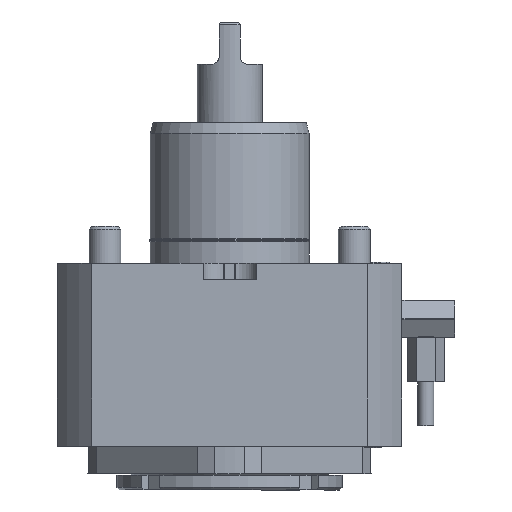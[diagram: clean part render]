
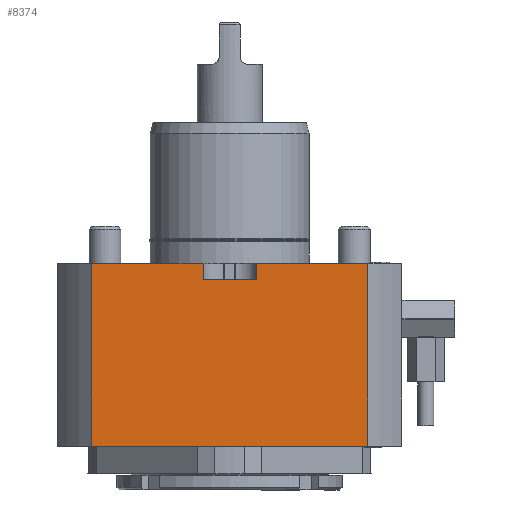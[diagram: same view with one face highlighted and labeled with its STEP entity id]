
A CAD part, front view. The second image highlights one B-rep face of the part: STEP entity #8374.
In plain terms, the highlighted planar face has unit normal (0, -1, 0).
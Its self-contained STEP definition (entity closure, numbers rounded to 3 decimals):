
#66 = LINE ( 'NONE', #16999, #827 ) ;
#541 = VERTEX_POINT ( 'NONE', #14348 ) ;
#827 = VECTOR ( 'NONE', #15186, 1000. ) ;
#1940 = VERTEX_POINT ( 'NONE', #13770 ) ;
#1995 = ORIENTED_EDGE ( 'NONE', *, *, #17136, .T. ) ;
#2232 = CARTESIAN_POINT ( 'NONE',  ( 10., -54., -6.1 ) ) ;
#2239 = CARTESIAN_POINT ( 'NONE',  ( -52.048, -54., -69. ) ) ;
#2668 = DIRECTION ( 'NONE',  ( 0., 0., 1. ) ) ;
#2724 = CARTESIAN_POINT ( 'NONE',  ( 65., -54., 0. ) ) ;
#3027 = EDGE_CURVE ( 'NONE', #7185, #4134, #16810, .T. ) ;
#3071 = VECTOR ( 'NONE', #9231, 1000. ) ;
#4134 = VERTEX_POINT ( 'NONE', #16456 ) ;
#4563 = VERTEX_POINT ( 'NONE', #2232 ) ;
#4657 = VECTOR ( 'NONE', #2668, 1000. ) ;
#4746 = DIRECTION ( 'NONE',  ( 0., 0., -1. ) ) ;
#4752 = VECTOR ( 'NONE', #20709, 1000. ) ;
#4807 = CARTESIAN_POINT ( 'NONE',  ( 65., -54., 0. ) ) ;
#4837 = VECTOR ( 'NONE', #12954, 1000. ) ;
#4865 = VERTEX_POINT ( 'NONE', #14909 ) ;
#5682 = LINE ( 'NONE', #12525, #4752 ) ;
#5970 = ORIENTED_EDGE ( 'NONE', *, *, #21714, .T. ) ;
#6037 = PLANE ( 'NONE',  #17701 ) ;
#6232 = LINE ( 'NONE', #7801, #4837 ) ;
#6538 = LINE ( 'NONE', #20094, #11598 ) ;
#6751 = EDGE_CURVE ( 'NONE', #18798, #541, #18166, .T. ) ;
#7185 = VERTEX_POINT ( 'NONE', #12450 ) ;
#7379 = DIRECTION ( 'NONE',  ( -1., 0., 0. ) ) ;
#7801 = CARTESIAN_POINT ( 'NONE',  ( -52.048, -54., 0. ) ) ;
#8374 = ADVANCED_FACE ( 'NONE', ( #9287 ), #6037, .T. ) ;
#8914 = ORIENTED_EDGE ( 'NONE', *, *, #14451, .F. ) ;
#8967 = EDGE_CURVE ( 'NONE', #4865, #7185, #17620, .T. ) ;
#9231 = DIRECTION ( 'NONE',  ( -1., 0., 0. ) ) ;
#9287 = FACE_OUTER_BOUND ( 'NONE', #17303, .T. ) ;
#10685 = DIRECTION ( 'NONE',  ( 0., 0., 1. ) ) ;
#10827 = EDGE_CURVE ( 'NONE', #1940, #4563, #6538, .T. ) ;
#11060 = ORIENTED_EDGE ( 'NONE', *, *, #20515, .T. ) ;
#11598 = VECTOR ( 'NONE', #4746, 1000. ) ;
#11762 = DIRECTION ( 'NONE',  ( -1., 0., 0. ) ) ;
#12163 = ORIENTED_EDGE ( 'NONE', *, *, #6751, .T. ) ;
#12450 = CARTESIAN_POINT ( 'NONE',  ( -10., -54., 0. ) ) ;
#12525 = CARTESIAN_POINT ( 'NONE',  ( 65., -54., -69. ) ) ;
#12954 = DIRECTION ( 'NONE',  ( 0., 0., -1. ) ) ;
#13770 = CARTESIAN_POINT ( 'NONE',  ( 10., -54., 0. ) ) ;
#13917 = ORIENTED_EDGE ( 'NONE', *, *, #3027, .T. ) ;
#14348 = CARTESIAN_POINT ( 'NONE',  ( 52.048, -54., 0. ) ) ;
#14392 = VECTOR ( 'NONE', #10685, 1000. ) ;
#14451 = EDGE_CURVE ( 'NONE', #18798, #22125, #5682, .T. ) ;
#14692 = LINE ( 'NONE', #2724, #3071 ) ;
#14796 = ORIENTED_EDGE ( 'NONE', *, *, #10827, .T. ) ;
#14909 = CARTESIAN_POINT ( 'NONE',  ( -10., -54., -6.1 ) ) ;
#15186 = DIRECTION ( 'NONE',  ( -1., 0., 0. ) ) ;
#15724 = CARTESIAN_POINT ( 'NONE',  ( 52.048, -54., -69. ) ) ;
#16456 = CARTESIAN_POINT ( 'NONE',  ( -52.048, -54., 0. ) ) ;
#16810 = LINE ( 'NONE', #4807, #21484 ) ;
#16999 = CARTESIAN_POINT ( 'NONE',  ( 32.5, -54., -6.1 ) ) ;
#17136 = EDGE_CURVE ( 'NONE', #4134, #22125, #6232, .T. ) ;
#17303 = EDGE_LOOP ( 'NONE', ( #17909, #13917, #1995, #8914, #12163, #11060, #14796, #5970 ) ) ;
#17620 = LINE ( 'NONE', #20539, #14392 ) ;
#17701 = AXIS2_PLACEMENT_3D ( 'NONE', #17706, #21378, #7379 ) ;
#17706 = CARTESIAN_POINT ( 'NONE',  ( 65., -54., -69. ) ) ;
#17909 = ORIENTED_EDGE ( 'NONE', *, *, #8967, .T. ) ;
#18166 = LINE ( 'NONE', #19690, #4657 ) ;
#18798 = VERTEX_POINT ( 'NONE', #15724 ) ;
#19690 = CARTESIAN_POINT ( 'NONE',  ( 52.048, -54., 0. ) ) ;
#20094 = CARTESIAN_POINT ( 'NONE',  ( 10., -54., -34.5 ) ) ;
#20515 = EDGE_CURVE ( 'NONE', #541, #1940, #14692, .T. ) ;
#20539 = CARTESIAN_POINT ( 'NONE',  ( -10., -54., -34.5 ) ) ;
#20709 = DIRECTION ( 'NONE',  ( -1., 0., 0. ) ) ;
#21378 = DIRECTION ( 'NONE',  ( 0., -1., 0. ) ) ;
#21484 = VECTOR ( 'NONE', #11762, 1000. ) ;
#21714 = EDGE_CURVE ( 'NONE', #4563, #4865, #66, .T. ) ;
#22125 = VERTEX_POINT ( 'NONE', #2239 ) ;
